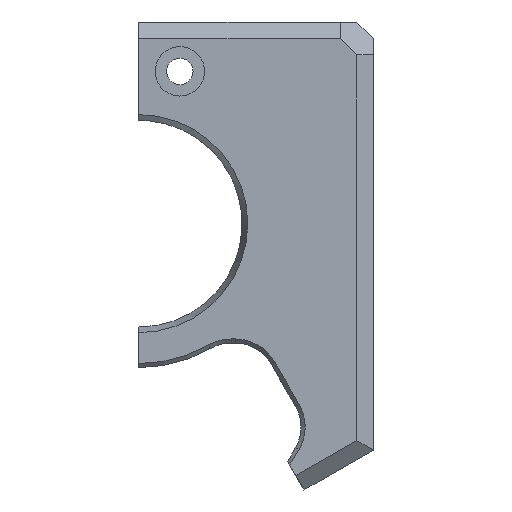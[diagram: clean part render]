
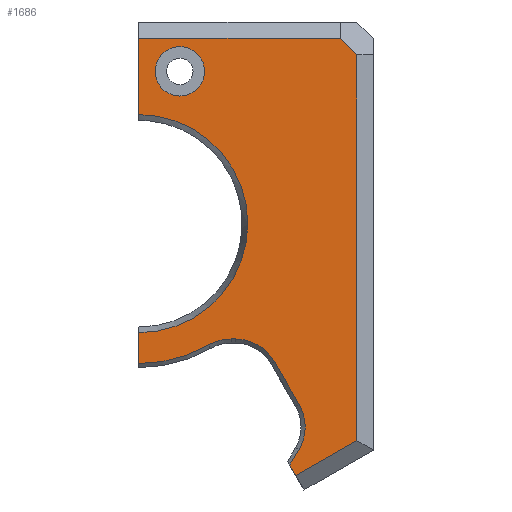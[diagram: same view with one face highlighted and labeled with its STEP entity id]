
A CAD part, front view. The second image highlights one B-rep face of the part: STEP entity #1686.
In plain terms, the highlighted planar face has unit normal (0, -1, 0).
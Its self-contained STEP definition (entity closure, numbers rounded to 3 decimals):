
#34=CIRCLE('',#1784,13.25);
#35=CIRCLE('',#1785,17.);
#36=CIRCLE('',#1786,5.5);
#37=CIRCLE('',#1787,5.5);
#38=CIRCLE('',#1788,5.5);
#39=CIRCLE('',#1789,3.);
#114=FACE_BOUND('',#294,.T.);
#202=FACE_OUTER_BOUND('',#293,.T.);
#293=EDGE_LOOP('',(#1167,#1168,#1169,#1170,#1171,#1172,#1173,#1174,#1175,
#1176,#1177,#1178,#1179,#1180,#1181,#1182,#1183,#1184));
#294=EDGE_LOOP('',(#1185));
#389=LINE('',#2239,#530);
#397=LINE('',#2800,#538);
#399=LINE('',#2804,#540);
#400=LINE('',#2806,#541);
#401=LINE('',#2808,#542);
#402=LINE('',#2810,#543);
#403=LINE('',#2812,#544);
#404=LINE('',#2814,#545);
#405=LINE('',#2816,#546);
#406=LINE('',#2820,#547);
#407=LINE('',#2826,#548);
#408=LINE('',#2830,#549);
#530=VECTOR('',#1889,10.);
#538=VECTOR('',#1903,10.);
#540=VECTOR('',#1907,10.);
#541=VECTOR('',#1908,10.);
#542=VECTOR('',#1909,10.);
#543=VECTOR('',#1910,10.);
#544=VECTOR('',#1911,10.);
#545=VECTOR('',#1912,10.);
#546=VECTOR('',#1913,10.);
#547=VECTOR('',#1916,10.);
#548=VECTOR('',#1921,10.);
#549=VECTOR('',#1924,10.);
#671=VERTEX_POINT('',#2236);
#672=VERTEX_POINT('',#2238);
#703=VERTEX_POINT('',#2799);
#704=VERTEX_POINT('',#2803);
#705=VERTEX_POINT('',#2805);
#706=VERTEX_POINT('',#2807);
#707=VERTEX_POINT('',#2809);
#708=VERTEX_POINT('',#2811);
#709=VERTEX_POINT('',#2813);
#710=VERTEX_POINT('',#2815);
#711=VERTEX_POINT('',#2817);
#712=VERTEX_POINT('',#2819);
#713=VERTEX_POINT('',#2821);
#714=VERTEX_POINT('',#2823);
#715=VERTEX_POINT('',#2825);
#716=VERTEX_POINT('',#2827);
#717=VERTEX_POINT('',#2829);
#718=VERTEX_POINT('',#2832);
#850=EDGE_CURVE('',#672,#671,#389,.T.);
#889=EDGE_CURVE('',#672,#703,#397,.T.);
#891=EDGE_CURVE('',#704,#671,#399,.T.);
#892=EDGE_CURVE('',#705,#704,#400,.T.);
#893=EDGE_CURVE('',#706,#705,#401,.T.);
#894=EDGE_CURVE('',#707,#706,#402,.T.);
#895=EDGE_CURVE('',#708,#707,#403,.T.);
#896=EDGE_CURVE('',#709,#708,#404,.T.);
#897=EDGE_CURVE('',#710,#708,#405,.T.);
#898=EDGE_CURVE('',#710,#711,#34,.T.);
#899=EDGE_CURVE('',#712,#711,#406,.T.);
#900=EDGE_CURVE('',#713,#712,#35,.T.);
#901=EDGE_CURVE('',#714,#713,#36,.T.);
#902=EDGE_CURVE('',#715,#714,#407,.T.);
#903=EDGE_CURVE('',#716,#715,#37,.T.);
#904=EDGE_CURVE('',#717,#716,#408,.T.);
#905=EDGE_CURVE('',#703,#717,#38,.T.);
#906=EDGE_CURVE('',#718,#718,#39,.T.);
#1167=ORIENTED_EDGE('',*,*,#850,.T.);
#1168=ORIENTED_EDGE('',*,*,#891,.F.);
#1169=ORIENTED_EDGE('',*,*,#892,.F.);
#1170=ORIENTED_EDGE('',*,*,#893,.F.);
#1171=ORIENTED_EDGE('',*,*,#894,.F.);
#1172=ORIENTED_EDGE('',*,*,#895,.F.);
#1173=ORIENTED_EDGE('',*,*,#896,.F.);
#1174=ORIENTED_EDGE('',*,*,#896,.T.);
#1175=ORIENTED_EDGE('',*,*,#897,.F.);
#1176=ORIENTED_EDGE('',*,*,#898,.T.);
#1177=ORIENTED_EDGE('',*,*,#899,.F.);
#1178=ORIENTED_EDGE('',*,*,#900,.F.);
#1179=ORIENTED_EDGE('',*,*,#901,.F.);
#1180=ORIENTED_EDGE('',*,*,#902,.F.);
#1181=ORIENTED_EDGE('',*,*,#903,.F.);
#1182=ORIENTED_EDGE('',*,*,#904,.F.);
#1183=ORIENTED_EDGE('',*,*,#905,.F.);
#1184=ORIENTED_EDGE('',*,*,#889,.F.);
#1185=ORIENTED_EDGE('',*,*,#906,.T.);
#1635=PLANE('',#1783);
#1686=ADVANCED_FACE('',(#202,#114),#1635,.T.);
#1783=AXIS2_PLACEMENT_3D('',#2802,#1905,#1906);
#1784=AXIS2_PLACEMENT_3D('',#2818,#1914,#1915);
#1785=AXIS2_PLACEMENT_3D('',#2822,#1917,#1918);
#1786=AXIS2_PLACEMENT_3D('',#2824,#1919,#1920);
#1787=AXIS2_PLACEMENT_3D('',#2828,#1922,#1923);
#1788=AXIS2_PLACEMENT_3D('',#2831,#1925,#1926);
#1789=AXIS2_PLACEMENT_3D('',#2833,#1927,#1928);
#1889=DIRECTION('',(0.499,0.,-0.867));
#1903=DIRECTION('',(0.5,0.,0.866));
#1905=DIRECTION('center_axis',(0.,-1.,0.));
#1906=DIRECTION('ref_axis',(0.,0.,
1.));
#1907=DIRECTION('',(-0.867,0.,-0.498));
#1908=DIRECTION('',(0.,0.,-1.));
#1909=DIRECTION('',(0.707,0.,-0.707));
#1910=DIRECTION('',(1.,0.,0.));
#1911=DIRECTION('',(0.,0.,1.));
#1912=DIRECTION('',(-1.,0.,0.));
#1913=DIRECTION('',(0.,0.,1.));
#1914=DIRECTION('center_axis',(0.,1.,0.));
#1915=DIRECTION('ref_axis',(1.,0.,0.));
#1916=DIRECTION('',(0.,0.,1.));
#1917=DIRECTION('center_axis',(0.,1.,0.));
#1918=DIRECTION('ref_axis',(1.,0.,0.));
#1919=DIRECTION('center_axis',(0.,-1.,0.));
#1920=DIRECTION('ref_axis',(-0.258,0.,0.966));
#1921=DIRECTION('',(-1.,0.,0.));
#1922=DIRECTION('center_axis',(0.,-1.,0.));
#1923=DIRECTION('ref_axis',(0.5,0.,0.866));
#1924=DIRECTION('',(-0.5,0.,0.866));
#1925=DIRECTION('center_axis',(0.,-1.,0.));
#1926=DIRECTION('ref_axis',(1.,0.,0.));
#1927=DIRECTION('center_axis',(0.,1.,0.));
#1928=DIRECTION('ref_axis',(1.,0.,0.));
#2236=CARTESIAN_POINT('',(19.078,-19.,3.877));
#2238=CARTESIAN_POINT('',(18.329,-19.,5.177));
#2239=CARTESIAN_POINT('',(18.221,-19.,5.366));
#2799=CARTESIAN_POINT('',(19.49,-19.,7.053));
#2800=CARTESIAN_POINT('',(21.723,-19.,10.921));
#2802=CARTESIAN_POINT('Origin',(27.5,-19.,15.));
#2803=CARTESIAN_POINT('',(26.5,-19.,8.145));
#2804=CARTESIAN_POINT('',(28.858,-19.,9.501));
#2805=CARTESIAN_POINT('',(26.5,-19.,55.));
#2806=CARTESIAN_POINT('',(26.5,-19.,26.));
#2807=CARTESIAN_POINT('',(24.5,-19.,57.));
#2808=CARTESIAN_POINT('',(36.75,-19.,44.75));
#2809=CARTESIAN_POINT('',(0.,-19.,57.));
#2810=CARTESIAN_POINT('',(27.5,-19.,57.));
#2811=CARTESIAN_POINT('',(0.,-19.,49.));
#2812=CARTESIAN_POINT('',(0.,-19.,20.));
#2813=CARTESIAN_POINT('',(25.5,-19.,49.));
#2814=CARTESIAN_POINT('',(20.875,-19.,49.));
#2815=CARTESIAN_POINT('',(0.,-19.,47.75));
#2816=CARTESIAN_POINT('',(0.,-19.,20.));
#2817=CARTESIAN_POINT('',(0.,-19.,21.25));
#2818=CARTESIAN_POINT('Origin',(0.,-19.,
34.5));
#2819=CARTESIAN_POINT('',(0.,-19.,17.5));
#2820=CARTESIAN_POINT('',(0.,-19.,17.));
#2821=CARTESIAN_POINT('',(8.481,-19.,19.767));
#2822=CARTESIAN_POINT('Origin',(0.,-19.,
34.5));
#2823=CARTESIAN_POINT('',(11.225,-19.,20.5));
#2824=CARTESIAN_POINT('Origin',(11.225,-19.,15.));
#2825=CARTESIAN_POINT('',(11.726,-19.,20.5));
#2826=CARTESIAN_POINT('',(22.5,-19.,20.5));
#2827=CARTESIAN_POINT('',(16.49,-19.,17.75));
#2828=CARTESIAN_POINT('Origin',(11.726,-19.,15.));
#2829=CARTESIAN_POINT('',(19.49,-19.,12.553));
#2830=CARTESIAN_POINT('',(20.683,-19.,10.486));
#2831=CARTESIAN_POINT('Origin',(14.727,-19.,9.803));
#2832=CARTESIAN_POINT('',(2.,-19.,53.));
#2833=CARTESIAN_POINT('Origin',(5.,-19.,53.));
